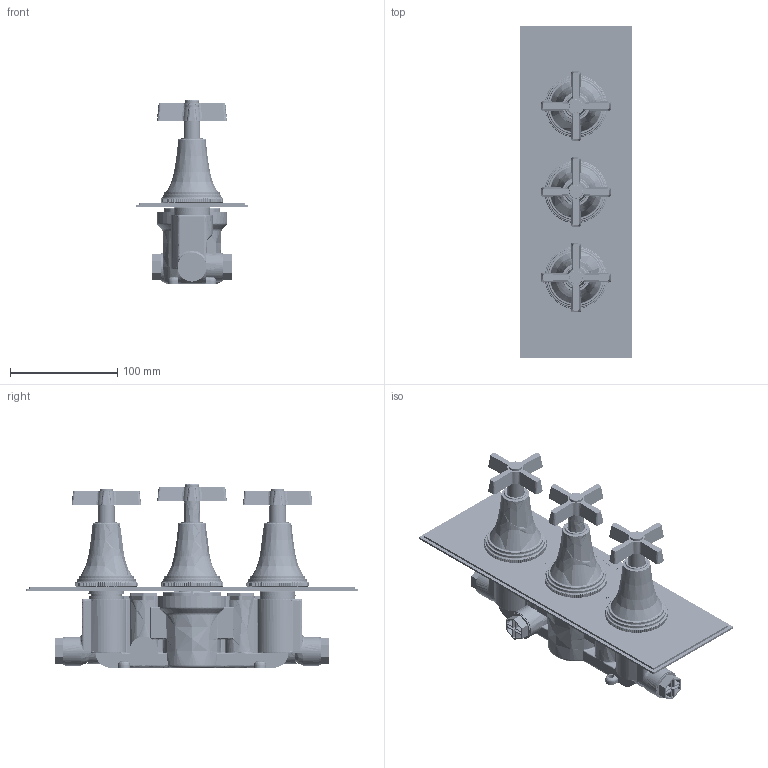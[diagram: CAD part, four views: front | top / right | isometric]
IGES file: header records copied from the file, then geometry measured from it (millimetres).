
Global section: file name: V602-H-TX; native system: Autodesk Inventor 2018; preprocessor: unknown; author: adaniels; date: 20171213.144441; units: millimetre
Bounding box: 105 x 310 x 171.29 mm (x, y, z)
Volume: 700358.2 mm3; surface area: 375984.3 mm2
Topology: 76 solids, 81 shells, 4551 faces, 11512 edges, 7284 vertices
Faces by surface type: bspline 4551
